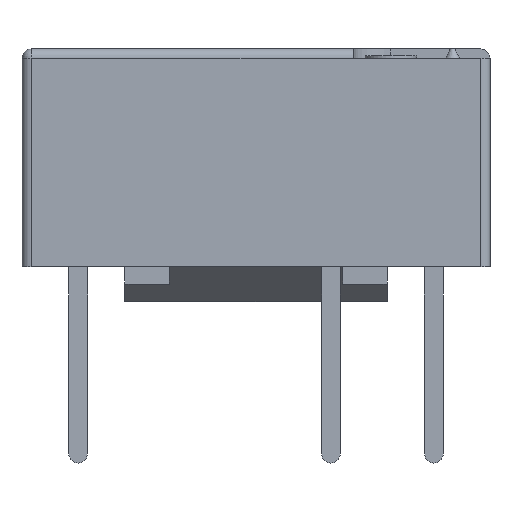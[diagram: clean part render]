
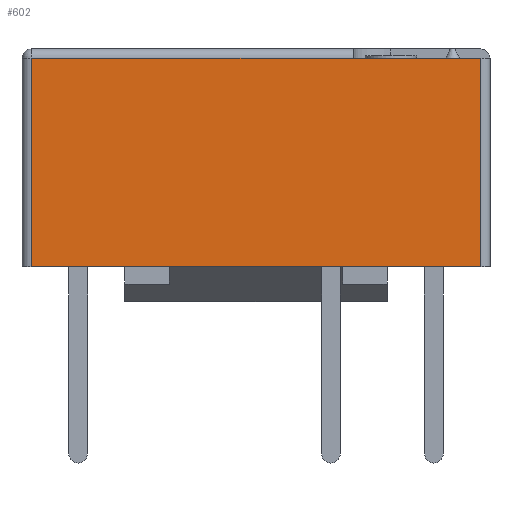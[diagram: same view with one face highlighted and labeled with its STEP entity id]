
A CAD part, front view. The second image highlights one B-rep face of the part: STEP entity #602.
In plain terms, the highlighted planar face has unit normal (0, -1, 0).
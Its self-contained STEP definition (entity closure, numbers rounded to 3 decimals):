
#602=ADVANCED_FACE('',(#13996),#13998,.T.);
#13996=FACE_BOUND('',#13997,.T.);
#13997=EDGE_LOOP('',(#24502,#24503,#24504,#24505,#24506));
#13998=PLANE('',#13999);
#13999=AXIS2_PLACEMENT_3D('',#14000,#14001,#14002);
#14000=CARTESIAN_POINT('',(-5.,-3.,1.));
#14001=DIRECTION('',(0.,-1.,0.));
#14002=DIRECTION('',(1.,0.,0.));
#24502=ORIENTED_EDGE('',*,*,#32895,.T.);
#24503=ORIENTED_EDGE('',*,*,#32896,.F.);
#24504=ORIENTED_EDGE('',*,*,#32897,.F.);
#24505=ORIENTED_EDGE('',*,*,#32854,.T.);
#24506=ORIENTED_EDGE('',*,*,#32894,.T.);
#32854=EDGE_CURVE('',#37209,#37207,#37210,.T.);
#32894=EDGE_CURVE('',#37207,#37268,#37270,.T.);
#32895=EDGE_CURVE('',#37268,#37271,#37272,.T.);
#32896=EDGE_CURVE('',#37273,#37271,#37274,.T.);
#32897=EDGE_CURVE('',#37209,#37273,#37275,.T.);
#37207=VERTEX_POINT('',#44604);
#37209=VERTEX_POINT('',#44609);
#37210=LINE('',#44610,#44611);
#37268=VERTEX_POINT('',#44753);
#37270=LINE('',#44758,#44759);
#37271=VERTEX_POINT('',#44761);
#37272=LINE('',#44762,#44763);
#37273=VERTEX_POINT('',#44765);
#37274=LINE('',#44766,#44767);
#37275=LINE('',#44769,#44770);
#44604=CARTESIAN_POINT('',(4.8,-3.,1.));
#44609=CARTESIAN_POINT('',(-4.8,-3.,1.));
#44610=CARTESIAN_POINT('',(-4.8,-3.,1.));
#44611=VECTOR('',#44612,1.);
#44612=DIRECTION('',(1.,0.,0.));
#44753=CARTESIAN_POINT('',(4.8,-3.,5.45));
#44758=CARTESIAN_POINT('',(4.8,-3.,1.));
#44759=VECTOR('',#44760,1.);
#44760=DIRECTION('',(0.,0.,1.));
#44761=CARTESIAN_POINT('',(2.08,-3.,5.45));
#44762=CARTESIAN_POINT('',(4.8,-3.,5.45));
#44763=VECTOR('',#44764,1.);
#44764=DIRECTION('',(-1.,0.,0.));
#44765=CARTESIAN_POINT('',(-4.8,-3.,5.45));
#44766=CARTESIAN_POINT('',(-4.8,-3.,5.45));
#44767=VECTOR('',#44768,1.);
#44768=DIRECTION('',(1.,0.,0.));
#44769=CARTESIAN_POINT('',(-4.8,-3.,1.));
#44770=VECTOR('',#44771,1.);
#44771=DIRECTION('',(0.,0.,1.));
